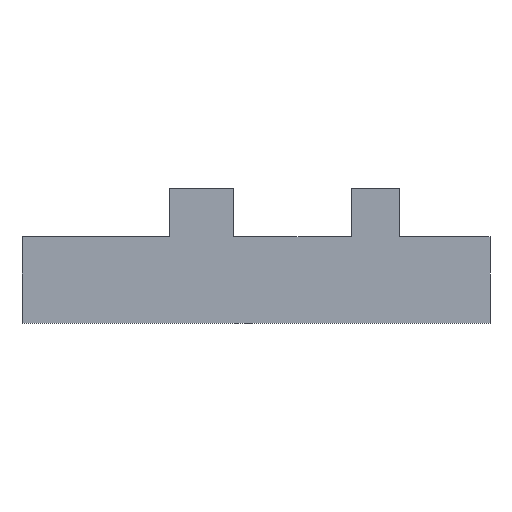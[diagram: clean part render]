
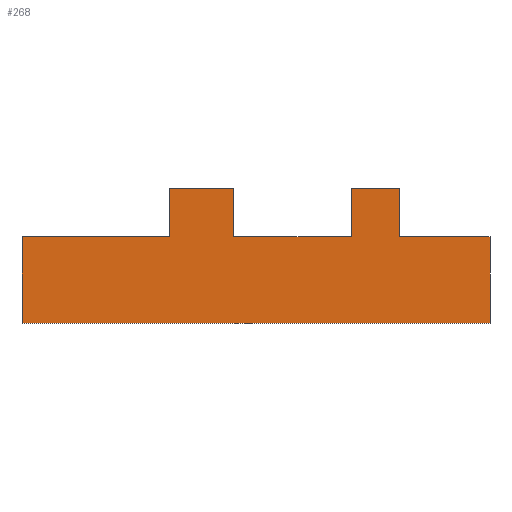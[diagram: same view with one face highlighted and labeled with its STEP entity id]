
A CAD part, front view. The second image highlights one B-rep face of the part: STEP entity #268.
In plain terms, the highlighted planar face has unit normal (0, -1, 0).
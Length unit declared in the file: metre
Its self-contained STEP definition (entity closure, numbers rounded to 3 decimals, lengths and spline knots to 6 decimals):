
#36=ORIENTED_EDGE('',*,*,#107,.F.);
#37=ORIENTED_EDGE('',*,*,#108,.T.);
#38=ORIENTED_EDGE('',*,*,#109,.T.);
#39=ORIENTED_EDGE('',*,*,#110,.F.);
#40=ORIENTED_EDGE('',*,*,#111,.F.);
#41=ORIENTED_EDGE('',*,*,#112,.T.);
#42=ORIENTED_EDGE('',*,*,#113,.T.);
#43=ORIENTED_EDGE('',*,*,#114,.F.);
#44=ORIENTED_EDGE('',*,*,#115,.F.);
#45=ORIENTED_EDGE('',*,*,#106,.T.);
#46=ORIENTED_EDGE('',*,*,#116,.F.);
#47=ORIENTED_EDGE('',*,*,#117,.F.);
#106=EDGE_CURVE('',#140,#141,#166,.T.);
#107=EDGE_CURVE('',#142,#143,#167,.T.);
#108=EDGE_CURVE('',#142,#144,#168,.T.);
#109=EDGE_CURVE('',#144,#145,#169,.T.);
#110=EDGE_CURVE('',#146,#145,#170,.T.);
#111=EDGE_CURVE('',#147,#146,#171,.T.);
#112=EDGE_CURVE('',#147,#148,#172,.T.);
#113=EDGE_CURVE('',#148,#149,#173,.T.);
#114=EDGE_CURVE('',#150,#149,#174,.T.);
#115=EDGE_CURVE('',#140,#150,#175,.T.);
#116=EDGE_CURVE('',#151,#141,#176,.T.);
#117=EDGE_CURVE('',#143,#151,#177,.T.);
#140=VERTEX_POINT('',#401);
#141=VERTEX_POINT('',#403);
#142=VERTEX_POINT('',#407);
#143=VERTEX_POINT('',#408);
#144=VERTEX_POINT('',#410);
#145=VERTEX_POINT('',#412);
#146=VERTEX_POINT('',#414);
#147=VERTEX_POINT('',#416);
#148=VERTEX_POINT('',#418);
#149=VERTEX_POINT('',#420);
#150=VERTEX_POINT('',#422);
#151=VERTEX_POINT('',#425);
#166=LINE('',#404,#202);
#167=LINE('',#406,#203);
#168=LINE('',#409,#204);
#169=LINE('',#411,#205);
#170=LINE('',#413,#206);
#171=LINE('',#415,#207);
#172=LINE('',#417,#208);
#173=LINE('',#419,#209);
#174=LINE('',#421,#210);
#175=LINE('',#423,#211);
#176=LINE('',#424,#212);
#177=LINE('',#426,#213);
#202=VECTOR('',#327,1.);
#203=VECTOR('',#330,1.);
#204=VECTOR('',#331,1.);
#205=VECTOR('',#332,1.);
#206=VECTOR('',#333,1.);
#207=VECTOR('',#334,1.);
#208=VECTOR('',#335,1.);
#209=VECTOR('',#336,1.);
#210=VECTOR('',#337,1.);
#211=VECTOR('',#338,1.);
#212=VECTOR('',#339,1.);
#213=VECTOR('',#340,1.);
#226=EDGE_LOOP('',(#36,#37,#38,#39,#40,#41,#42,#43,#44,#45,#46,#47));
#240=FACE_BOUND('',#226,.T.);
#254=PLANE('',#295);
#268=ADVANCED_FACE('',(#240),#254,.T.);
#295=AXIS2_PLACEMENT_3D('',#405,#328,#329);
#327=DIRECTION('',(0.,0.,-1.));
#328=DIRECTION('',(0.,-1.,0.));
#329=DIRECTION('',(1.,0.,0.));
#330=DIRECTION('',(1.,0.,0.));
#331=DIRECTION('',(0.,0.,1.));
#332=DIRECTION('',(-1.,0.,0.));
#333=DIRECTION('',(0.,0.,1.));
#334=DIRECTION('',(1.,0.,0.));
#335=DIRECTION('',(0.,0.,1.));
#336=DIRECTION('',(-1.,0.,0.));
#337=DIRECTION('',(0.,0.,1.));
#338=DIRECTION('',(1.,0.,0.));
#339=DIRECTION('',(-1.,0.,0.));
#340=DIRECTION('',(0.,0.,-1.));
#401=CARTESIAN_POINT('',(0.0006,0.0105,0.0183));
#403=CARTESIAN_POINT('',(0.0006,0.0105,0.0075));
#404=CARTESIAN_POINT('',(0.0006,0.0105,0.0243));
#405=CARTESIAN_POINT('',(0.,0.0105,0.0243));
#406=CARTESIAN_POINT('',(0.,0.0105,0.0183));
#407=CARTESIAN_POINT('',(0.0477,0.0105,0.0183));
#408=CARTESIAN_POINT('',(0.059,0.0105,0.0183));
#409=CARTESIAN_POINT('',(0.0477,0.0105,0.0183));
#410=CARTESIAN_POINT('',(0.0477,0.0105,0.0243));
#411=CARTESIAN_POINT('',(0.,0.0105,0.0243));
#412=CARTESIAN_POINT('',(0.0417,0.0105,0.0243));
#413=CARTESIAN_POINT('',(0.0417,0.0105,0.0183));
#414=CARTESIAN_POINT('',(0.0417,0.0105,0.0183));
#415=CARTESIAN_POINT('',(0.,0.0105,0.0183));
#416=CARTESIAN_POINT('',(0.027,0.0105,0.0183));
#417=CARTESIAN_POINT('',(0.027,0.0105,0.0183));
#418=CARTESIAN_POINT('',(0.027,0.0105,0.0243));
#419=CARTESIAN_POINT('',(0.,0.0105,0.0243));
#420=CARTESIAN_POINT('',(0.019,0.0105,0.0243));
#421=CARTESIAN_POINT('',(0.019,0.0105,0.0183));
#422=CARTESIAN_POINT('',(0.019,0.0105,0.0183));
#423=CARTESIAN_POINT('',(0.,0.0105,0.0183));
#424=CARTESIAN_POINT('',(0.,0.0105,0.0075));
#425=CARTESIAN_POINT('',(0.059,0.0105,0.0075));
#426=CARTESIAN_POINT('',(0.059,0.0105,0.0243));
